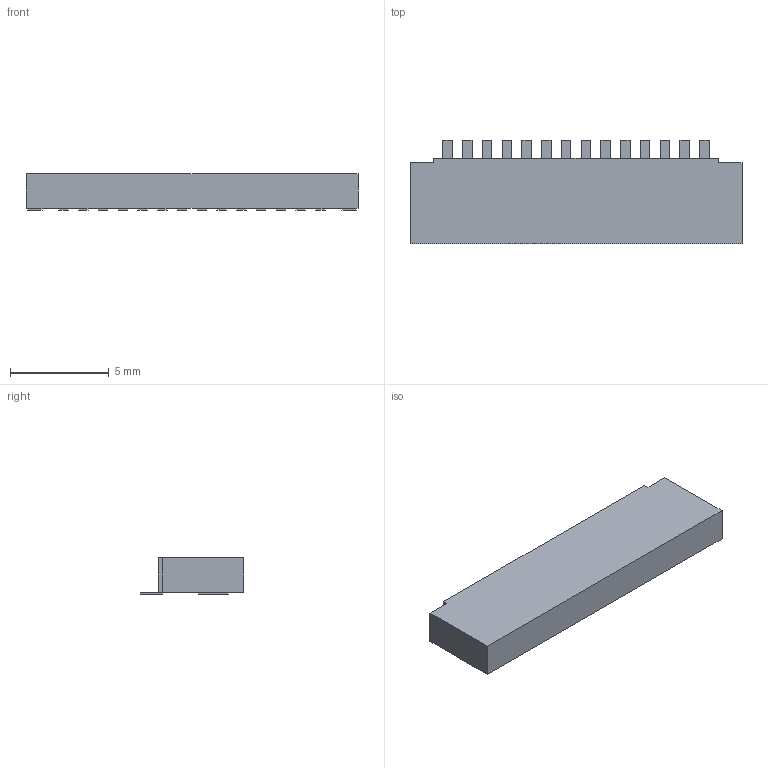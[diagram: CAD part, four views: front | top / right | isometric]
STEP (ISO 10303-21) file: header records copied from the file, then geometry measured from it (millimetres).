
FILE_DESCRIPTION(('FreeCAD Model'),'2;1');
FILE_NAME('15313571.2.5.stp','2025-11-02T23:22:38',( 'Author'),(''),'Open CASCADE STEP processor 6.9','FreeCAD','Unknown' );
FILE_SCHEMA(('AUTOMOTIVE_DESIGN { 1 0 10303 214 1 1 1 1 }'));
Length unit declared in the file: millimetre
Products named in the file (3): ASSEMBLY; Body; Pins
Assembly tree (2 placements, depth 2):
  ASSEMBLY
    Body
    Pins
Bounding box: 16.8 x 5.24 x 1.85 mm (x, y, z)
Volume: 127.3 mm3; surface area: 243.3 mm2
Topology: 17 solids, 17 shells, 107 faces, 219 edges, 146 vertices
Faces by surface type: plane 107
Entity records: 5771 total; most frequent: CARTESIAN_POINT 913, DIRECTION 877, LINE 657, VECTOR 657, ORIENTED_EDGE 438, PCURVE 438, DEFINITIONAL_REPRESENTATION 438, EDGE_CURVE 219
